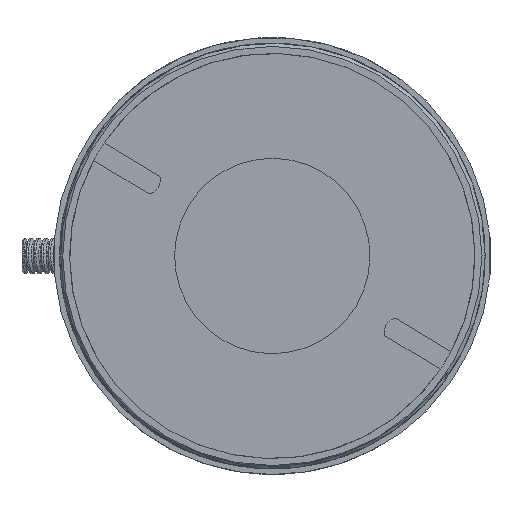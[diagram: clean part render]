
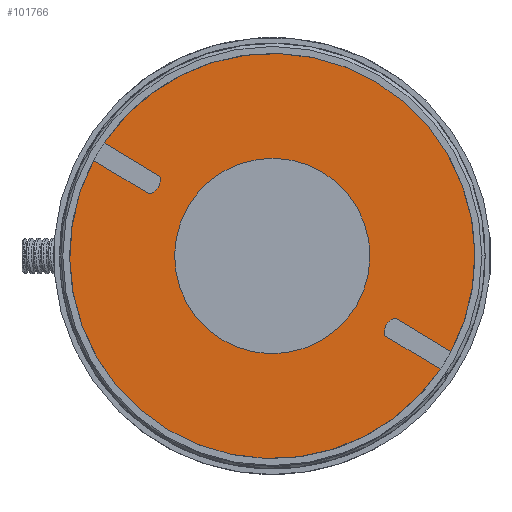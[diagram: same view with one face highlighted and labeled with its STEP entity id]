
A CAD part, left-side view. The second image highlights one B-rep face of the part: STEP entity #101766.
In plain terms, the highlighted planar face has unit normal (-1, 0, 0).
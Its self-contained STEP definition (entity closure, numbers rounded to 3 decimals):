
#100997=DIRECTION('',(0.,0.857,0.516));
#100998=VECTOR('',#100997,4.007);
#100999=CARTESIAN_POINT('',(15.875,-10.378,-6.985));
#101000=LINE('',#100999,#100998);
#101001=CARTESIAN_POINT('',(15.875,0.,0.));
#101002=DIRECTION('',(-1.,0.,0.));
#101003=DIRECTION('',(0.,0.882,0.471));
#101004=AXIS2_PLACEMENT_3D('',#101001,#101002,#101003);
#101006=CARTESIAN_POINT('',(15.875,7.815,4.703));
#101007=DIRECTION('',(1.,0.,0.));
#101008=DIRECTION('',(0.,-0.857,-0.516));
#101009=AXIS2_PLACEMENT_3D('',#101006,#101007,#101008);
#101011=CARTESIAN_POINT('',(15.875,7.815,4.703));
#101012=DIRECTION('',(1.,0.,0.));
#101013=DIRECTION('',(0.,-0.97,0.241));
#101014=AXIS2_PLACEMENT_3D('',#101011,#101012,#101013);
#101016=DIRECTION('',(0.,-0.857,-0.516));
#101017=VECTOR('',#101016,4.007);
#101018=CARTESIAN_POINT('',(15.875,10.378,6.985));
#101019=LINE('',#101018,#101017);
#101020=CARTESIAN_POINT('',(15.875,0.,0.));
#101021=DIRECTION('',(-1.,0.,0.));
#101022=DIRECTION('',(0.,-0.882,-0.471));
#101023=AXIS2_PLACEMENT_3D('',#101020,#101021,#101022);
#101025=CARTESIAN_POINT('',(15.875,-7.815,-4.703));
#101026=DIRECTION('',(1.,0.,0.));
#101027=DIRECTION('',(0.,0.857,0.516));
#101028=AXIS2_PLACEMENT_3D('',#101025,#101026,#101027);
#101030=CARTESIAN_POINT('',(15.875,-7.815,-4.703));
#101031=DIRECTION('',(1.,0.,0.));
#101032=DIRECTION('',(0.,0.97,-0.241));
#101033=AXIS2_PLACEMENT_3D('',#101030,#101031,#101032);
#101035=CARTESIAN_POINT('',(15.875,0.,0.));
#101036=DIRECTION('',(1.,0.,0.));
#101037=DIRECTION('',(0.,0.857,0.516));
#101038=AXIS2_PLACEMENT_3D('',#101035,#101036,#101037);
#101040=CARTESIAN_POINT('',(15.875,0.,0.));
#101041=DIRECTION('',(1.,0.,0.));
#101042=DIRECTION('',(0.,-0.857,-0.516));
#101043=AXIS2_PLACEMENT_3D('',#101040,#101041,#101042);
#101097=DIRECTION('',(0.,0.857,0.516));
#101098=VECTOR('',#101097,4.007);
#101099=CARTESIAN_POINT('',(15.875,-11.032,-5.897));
#101100=LINE('',#101099,#101098);
#101133=DIRECTION('',(0.,-0.857,-0.516));
#101134=VECTOR('',#101133,4.007);
#101135=CARTESIAN_POINT('',(15.875,11.032,5.897));
#101136=LINE('',#101135,#101134);
#101154=CARTESIAN_POINT('',(15.875,7.599,3.831));
#101156=VERTEX_POINT('',#101154);
#101157=CARTESIAN_POINT('',(15.875,10.378,6.985));
#101158=CARTESIAN_POINT('',(15.875,6.944,4.919));
#101159=VERTEX_POINT('',#101157);
#101160=VERTEX_POINT('',#101158);
#101161=CARTESIAN_POINT('',(15.875,-6.944,-4.919));
#101163=VERTEX_POINT('',#101161);
#101183=CARTESIAN_POINT('',(15.875,-5.169,-3.11));
#101184=CARTESIAN_POINT('',(15.875,5.169,3.11));
#101185=VERTEX_POINT('',#101183);
#101186=VERTEX_POINT('',#101184);
#101187=CARTESIAN_POINT('',(15.875,7.046,4.24));
#101188=VERTEX_POINT('',#101187);
#101197=CARTESIAN_POINT('',(15.875,11.032,5.897));
#101198=VERTEX_POINT('',#101197);
#101201=CARTESIAN_POINT('',(15.875,-7.599,-3.831));
#101202=VERTEX_POINT('',#101201);
#101203=CARTESIAN_POINT('',(15.875,-10.378,-6.985));
#101204=VERTEX_POINT('',#101203);
#101205=CARTESIAN_POINT('',(15.875,-7.046,-4.24));
#101206=VERTEX_POINT('',#101205);
#101207=CARTESIAN_POINT('',(15.875,-11.032,-5.897));
#101208=VERTEX_POINT('',#101207);
#101735=CARTESIAN_POINT('',(15.875,0.,0.));
#101736=DIRECTION('',(1.,0.,0.));
#101737=DIRECTION('',(0.,0.857,0.516));
#101738=AXIS2_PLACEMENT_3D('',#101735,#101736,#101737);
#101739=PLANE('',#101738);
#101741=ORIENTED_EDGE('',*,*,#101740,.F.);
#101743=ORIENTED_EDGE('',*,*,#101742,.F.);
#101745=ORIENTED_EDGE('',*,*,#101744,.T.);
#101747=ORIENTED_EDGE('',*,*,#101746,.F.);
#101749=ORIENTED_EDGE('',*,*,#101748,.F.);
#101751=ORIENTED_EDGE('',*,*,#101750,.F.);
#101753=ORIENTED_EDGE('',*,*,#101752,.F.);
#101755=ORIENTED_EDGE('',*,*,#101754,.T.);
#101757=ORIENTED_EDGE('',*,*,#101756,.F.);
#101759=ORIENTED_EDGE('',*,*,#101758,.F.);
#101760=EDGE_LOOP('',(#101741,#101743,#101745,#101747,#101749,#101751,#101753,
#101755,#101757,#101759));
#101761=FACE_OUTER_BOUND('',#101760,.F.);
#101762=ORIENTED_EDGE('',*,*,#101717,.F.);
#101763=ORIENTED_EDGE('',*,*,#101727,.F.);
#101764=EDGE_LOOP('',(#101762,#101763));
#101765=FACE_BOUND('',#101764,.F.);
#101766=ADVANCED_FACE('',(#101761,#101765),#101739,.F.);
#101005=CIRCLE('',#101004,12.51);
#101010=CIRCLE('',#101009,0.898);
#101015=CIRCLE('',#101014,0.898);
#101024=CIRCLE('',#101023,12.51);
#101029=CIRCLE('',#101028,0.898);
#101034=CIRCLE('',#101033,0.898);
#101039=CIRCLE('',#101038,6.033);
#101044=CIRCLE('',#101043,6.033);
#101717=EDGE_CURVE('',#101186,#101185,#101039,.T.);
#101727=EDGE_CURVE('',#101185,#101186,#101044,.T.);
#101740=EDGE_CURVE('',#101204,#101163,#101000,.T.);
#101742=EDGE_CURVE('',#101198,#101204,#101005,.T.);
#101744=EDGE_CURVE('',#101198,#101156,#101136,.T.);
#101746=EDGE_CURVE('',#101188,#101156,#101010,.T.);
#101748=EDGE_CURVE('',#101160,#101188,#101015,.T.);
#101750=EDGE_CURVE('',#101159,#101160,#101019,.T.);
#101752=EDGE_CURVE('',#101208,#101159,#101024,.T.);
#101754=EDGE_CURVE('',#101208,#101202,#101100,.T.);
#101756=EDGE_CURVE('',#101206,#101202,#101029,.T.);
#101758=EDGE_CURVE('',#101163,#101206,#101034,.T.);
